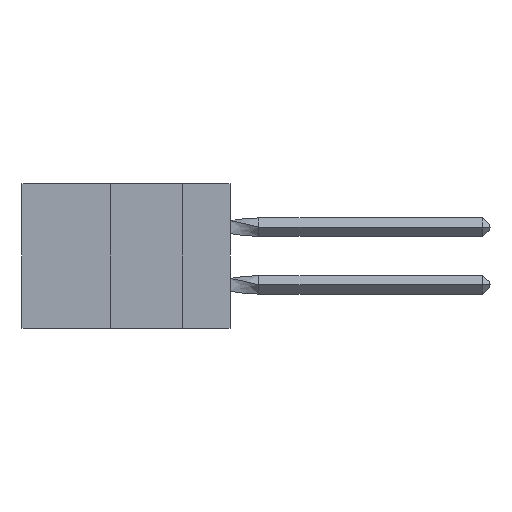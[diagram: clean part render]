
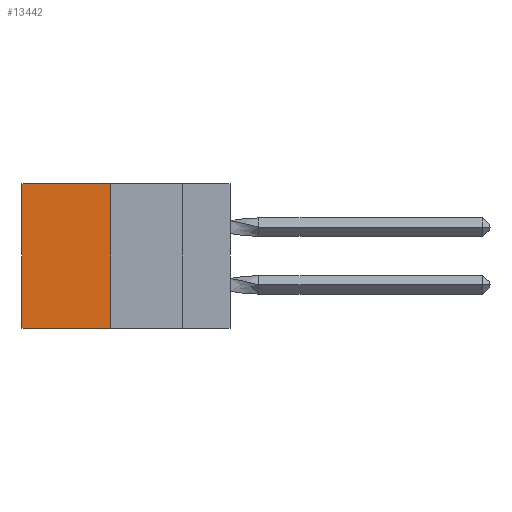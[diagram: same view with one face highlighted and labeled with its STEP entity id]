
A CAD part, left-side view. The second image highlights one B-rep face of the part: STEP entity #13442.
In plain terms, the highlighted planar face has unit normal (-1, 0, 0).
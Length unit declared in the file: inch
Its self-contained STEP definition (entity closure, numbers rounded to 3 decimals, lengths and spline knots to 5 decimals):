
#695 = CARTESIAN_POINT ( 'NONE',  ( 0.305, 0.72, -0.5 ) ) ;
#1553 = ORIENTED_EDGE ( 'NONE', *, *, #2186, .T. ) ;
#1709 = FACE_OUTER_BOUND ( 'NONE', #8326, .T. ) ;
#2186 = EDGE_CURVE ( 'NONE', #7115, #6089, #14883, .T. ) ;
#2361 = ORIENTED_EDGE ( 'NONE', *, *, #8410, .F. ) ;
#3837 = AXIS2_PLACEMENT_3D ( 'NONE', #14214, #13538, #13585 ) ;
#4435 = LINE ( 'NONE', #11139, #12757 ) ;
#4816 = VECTOR ( 'NONE', #12014, 39.37008 ) ;
#4948 = LINE ( 'NONE', #10163, #7120 ) ;
#5048 = CARTESIAN_POINT ( 'NONE',  ( 0.305, 0.413, -0.5 ) ) ;
#5538 = ORIENTED_EDGE ( 'NONE', *, *, #11242, .T. ) ;
#5914 = CARTESIAN_POINT ( 'NONE',  ( 0.305, 0.413, -0.5 ) ) ;
#6089 = VERTEX_POINT ( 'NONE', #12994 ) ;
#6211 = EDGE_CURVE ( 'NONE', #11933, #12521, #14958, .T. ) ;
#6511 = DIRECTION ( 'NONE',  ( 0., 1., 0. ) ) ;
#7115 = VERTEX_POINT ( 'NONE', #11002 ) ;
#7120 = VECTOR ( 'NONE', #11270, 39.37008 ) ;
#7363 = PLANE ( 'NONE',  #3837 ) ;
#8326 = EDGE_LOOP ( 'NONE', ( #1553, #2361, #13213, #5538 ) ) ;
#8410 = EDGE_CURVE ( 'NONE', #12521, #6089, #4948, .T. ) ;
#10163 = CARTESIAN_POINT ( 'NONE',  ( 0.305, 0.413, -0.5 ) ) ;
#10409 = CARTESIAN_POINT ( 'NONE',  ( 0.305, 0.413, 0. ) ) ;
#11002 = CARTESIAN_POINT ( 'NONE',  ( 0.305, 0.72, 0. ) ) ;
#11139 = CARTESIAN_POINT ( 'NONE',  ( 0.305, 0.413, 0. ) ) ;
#11242 = EDGE_CURVE ( 'NONE', #11933, #7115, #4435, .T. ) ;
#11270 = DIRECTION ( 'NONE',  ( 0., 1., 0. ) ) ;
#11786 = VECTOR ( 'NONE', #13418, 39.37008 ) ;
#11933 = VERTEX_POINT ( 'NONE', #10409 ) ;
#12014 = DIRECTION ( 'NONE',  ( 0., 0., -1. ) ) ;
#12521 = VERTEX_POINT ( 'NONE', #5914 ) ;
#12757 = VECTOR ( 'NONE', #6511, 39.37008 ) ;
#12994 = CARTESIAN_POINT ( 'NONE',  ( 0.305, 0.72, -0.5 ) ) ;
#13213 = ORIENTED_EDGE ( 'NONE', *, *, #6211, .F. ) ;
#13418 = DIRECTION ( 'NONE',  ( 0., 0., -1. ) ) ;
#13442 = ADVANCED_FACE ( 'NONE', ( #1709 ), #7363, .F. ) ;
#13538 = DIRECTION ( 'NONE',  ( 1., 0., 0. ) ) ;
#13585 = DIRECTION ( 'NONE',  ( 0., 0., -1. ) ) ;
#14214 = CARTESIAN_POINT ( 'NONE',  ( 0.305, 0.413, -0.5 ) ) ;
#14883 = LINE ( 'NONE', #695, #11786 ) ;
#14958 = LINE ( 'NONE', #5048, #4816 ) ;
